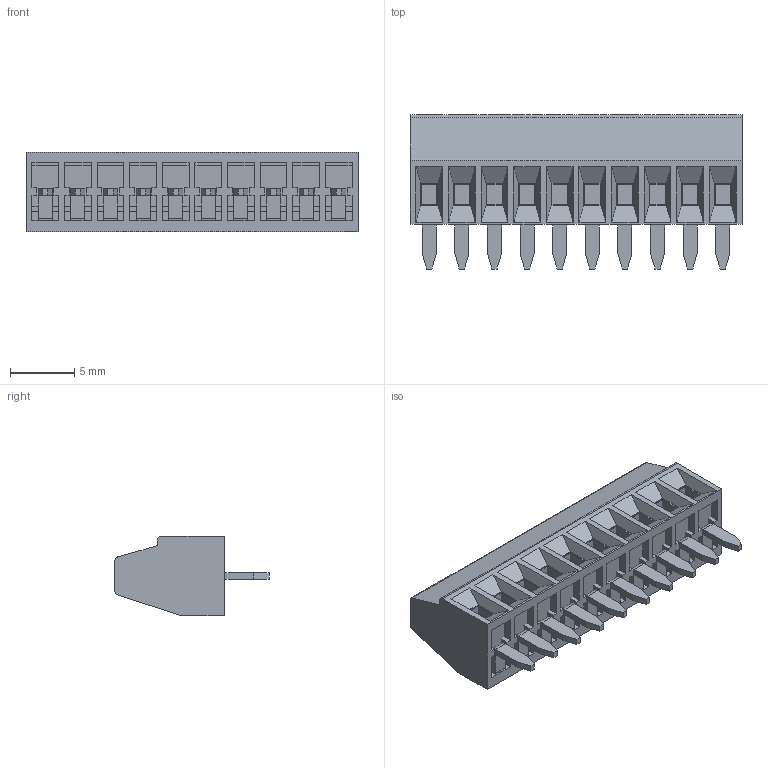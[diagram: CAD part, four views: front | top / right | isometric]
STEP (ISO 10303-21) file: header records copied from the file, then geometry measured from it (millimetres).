
FILE_DESCRIPTION(('CAx-IF Rec.Pracs.---Model Styling and Organization---1.5---2016-08-15','CAx-IF Rec.Pracs.---Geometric and Assembly Validation Properties---4.4---2016-08-17','CAx-IF Rec.Pracs.---User Defined Attributes---1.5---2016-08-15','CAx-IF Rec.Pracs.---External References---2.1---2005-01-19'),'2;1');
FILE_NAME('12977086.step','2023-03-24T04:22:51',('Unspecified'),('Unspecified'),'CAD Exchanger 3.8.1 (cadexchanger.com)','Unspecified','');
FILE_SCHEMA(('AUTOMOTIVE_DESIGN { 1 0 10303 214 1 1 1 1 }'));
Length unit declared in the file: millimetre
Products named in the file (1): 1725737
Bounding box: 25.86 x 12 x 6.2 mm (x, y, z)
Volume: 866.2 mm3; surface area: 2827 mm2
Topology: 11 solids, 11 shells, 1074 faces, 2812 edges, 1828 vertices
Faces by surface type: plane 861, cone 120, cylinder 93
Entity records: 32952 total; most frequent: CARTESIAN_POINT 6375, ORIENTED_EDGE 5624, DIRECTION 5116, EDGE_CURVE 2812, LINE 2394, VECTOR 2394, VERTEX_POINT 1828, AXIS2_PLACEMENT_3D 1361
